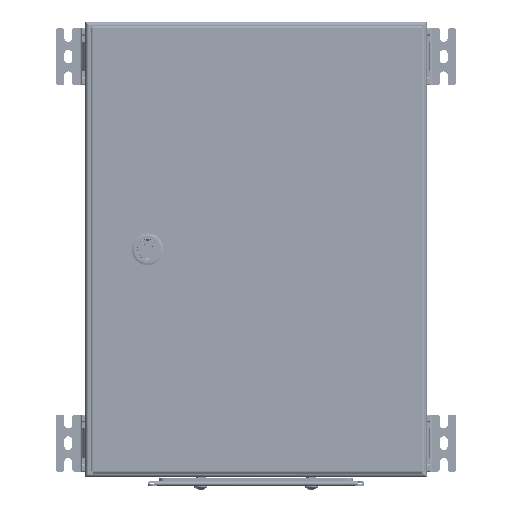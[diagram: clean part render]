
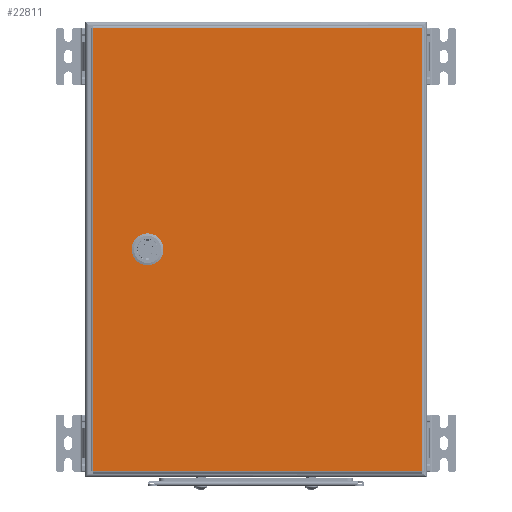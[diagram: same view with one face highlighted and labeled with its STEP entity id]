
A CAD part, top view. The second image highlights one B-rep face of the part: STEP entity #22811.
In plain terms, the highlighted planar face has unit normal (0, 0, 1).
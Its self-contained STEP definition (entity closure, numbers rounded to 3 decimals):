
#200 = LINE ( 'NONE', #22275, #52756 ) ;
#814 = VECTOR ( 'NONE', #64604, 1000. ) ;
#1296 = VECTOR ( 'NONE', #44742, 1000. ) ;
#2112 = CARTESIAN_POINT ( 'NONE',  ( -101.637, -10.25, 0. ) ) ;
#2156 = CARTESIAN_POINT ( 'NONE',  ( -107.25, 4.637, 0. ) ) ;
#2493 = AXIS2_PLACEMENT_3D ( 'NONE', #15260, #26143, #14887 ) ;
#3008 = AXIS2_PLACEMENT_3D ( 'NONE', #15483, #15109, #16194 ) ;
#3126 = VECTOR ( 'NONE', #21019, 1000. ) ;
#3521 = VERTEX_POINT ( 'NONE', #56474 ) ;
#5550 = CARTESIAN_POINT ( 'NONE',  ( -97., 0., 0. ) ) ;
#6773 = ORIENTED_EDGE ( 'NONE', *, *, #64038, .F. ) ;
#8445 = ORIENTED_EDGE ( 'NONE', *, *, #27515, .F. ) ;
#8483 = ORIENTED_EDGE ( 'NONE', *, *, #21345, .T. ) ;
#11550 = LINE ( 'NONE', #54972, #70516 ) ;
#11560 = VERTEX_POINT ( 'NONE', #50060 ) ;
#11881 = ORIENTED_EDGE ( 'NONE', *, *, #60079, .F. ) ;
#12154 = CARTESIAN_POINT ( 'NONE',  ( -92.363, 10.25, 0. ) ) ;
#13385 = EDGE_LOOP ( 'NONE', ( #16359, #50965, #63939, #42116 ) ) ;
#13671 = DIRECTION ( 'NONE',  ( 1., 0., 0. ) ) ;
#14887 = DIRECTION ( 'NONE',  ( 1., 0., 0. ) ) ;
#15008 = VERTEX_POINT ( 'NONE', #21576 ) ;
#15109 = DIRECTION ( 'NONE',  ( 0., 0., 1. ) ) ;
#15236 = VERTEX_POINT ( 'NONE', #46048 ) ;
#15260 = CARTESIAN_POINT ( 'NONE',  ( -97., 0., 0. ) ) ;
#15483 = CARTESIAN_POINT ( 'NONE',  ( -97., 0., 0. ) ) ;
#16194 = DIRECTION ( 'NONE',  ( 1., 0., 0. ) ) ;
#16260 = EDGE_CURVE ( 'NONE', #3521, #11560, #32217, .T. ) ;
#16359 = ORIENTED_EDGE ( 'NONE', *, *, #57146, .T. ) ;
#16879 = VERTEX_POINT ( 'NONE', #2156 ) ;
#17044 = CARTESIAN_POINT ( 'NONE',  ( 0., 0., 0. ) ) ;
#19592 = DIRECTION ( 'NONE',  ( 1., 0., 0. ) ) ;
#20930 = VECTOR ( 'NONE', #19592, 1000. ) ;
#21019 = DIRECTION ( 'NONE',  ( 0., -1., 0. ) ) ;
#21345 = EDGE_CURVE ( 'NONE', #28861, #16879, #200, .T. ) ;
#21436 = VECTOR ( 'NONE', #13671, 1000. ) ;
#21576 = CARTESIAN_POINT ( 'NONE',  ( -92.363, -10.25, 0. ) ) ;
#21740 = FACE_BOUND ( 'NONE', #61891, .T. ) ;
#22158 = VERTEX_POINT ( 'NONE', #57629 ) ;
#22275 = CARTESIAN_POINT ( 'NONE',  ( -107.25, 0., 0. ) ) ;
#22811 = ADVANCED_FACE ( 'NONE', ( #21740, #32958 ), #55000, .F. ) ;
#22894 = AXIS2_PLACEMENT_3D ( 'NONE', #17044, #55696, #39061 ) ;
#24841 = LINE ( 'NONE', #45792, #65916 ) ;
#26143 = DIRECTION ( 'NONE',  ( 0., 0., 1. ) ) ;
#27186 = DIRECTION ( 'NONE',  ( 0., 1., 0. ) ) ;
#27515 = EDGE_CURVE ( 'NONE', #40683, #46887, #50940, .T. ) ;
#28786 = DIRECTION ( 'NONE',  ( 0., 1., 0. ) ) ;
#28861 = VERTEX_POINT ( 'NONE', #35813 ) ;
#29829 = CARTESIAN_POINT ( 'NONE',  ( 144.6, 194.6, 0. ) ) ;
#30748 = VERTEX_POINT ( 'NONE', #29829 ) ;
#31541 = CARTESIAN_POINT ( 'NONE',  ( -145.093, -194.6, 0. ) ) ;
#31676 = DIRECTION ( 'NONE',  ( 0., 0., 1. ) ) ;
#32068 = VERTEX_POINT ( 'NONE', #45280 ) ;
#32217 = LINE ( 'NONE', #48828, #3126 ) ;
#32958 = FACE_OUTER_BOUND ( 'NONE', #13385, .T. ) ;
#35813 = CARTESIAN_POINT ( 'NONE',  ( -107.25, -4.637, 0. ) ) ;
#36706 = DIRECTION ( 'NONE',  ( 1., 0., 0. ) ) ;
#37167 = ORIENTED_EDGE ( 'NONE', *, *, #48575, .F. ) ;
#38789 = DIRECTION ( 'NONE',  ( 1., 0., 0. ) ) ;
#39061 = DIRECTION ( 'NONE',  ( -1., 0., 0. ) ) ;
#40683 = VERTEX_POINT ( 'NONE', #61724 ) ;
#41175 = ORIENTED_EDGE ( 'NONE', *, *, #63861, .T. ) ;
#41473 = EDGE_CURVE ( 'NONE', #61494, #15008, #58127, .T. ) ;
#42116 = ORIENTED_EDGE ( 'NONE', *, *, #16260, .T. ) ;
#44742 = DIRECTION ( 'NONE',  ( 0., 1., 0. ) ) ;
#45280 = CARTESIAN_POINT ( 'NONE',  ( -86.75, -4.637, 0. ) ) ;
#45792 = CARTESIAN_POINT ( 'NONE',  ( 145.093, 194.6, 0. ) ) ;
#46048 = CARTESIAN_POINT ( 'NONE',  ( 144.6, -194.6, 0. ) ) ;
#46079 = EDGE_CURVE ( 'NONE', #30748, #3521, #24841, .T. ) ;
#46887 = VERTEX_POINT ( 'NONE', #12154 ) ;
#47583 = AXIS2_PLACEMENT_3D ( 'NONE', #64111, #31676, #36706 ) ;
#47846 = EDGE_CURVE ( 'NONE', #15236, #30748, #60602, .T. ) ;
#48575 = EDGE_CURVE ( 'NONE', #22158, #16879, #48667, .T. ) ;
#48667 = CIRCLE ( 'NONE', #54438, 11.25 ) ;
#48828 = CARTESIAN_POINT ( 'NONE',  ( -144.6, 195.093, 0. ) ) ;
#49169 = CIRCLE ( 'NONE', #3008, 11.25 ) ;
#50060 = CARTESIAN_POINT ( 'NONE',  ( -144.6, -194.6, 0. ) ) ;
#50919 = ORIENTED_EDGE ( 'NONE', *, *, #41473, .F. ) ;
#50940 = CIRCLE ( 'NONE', #2493, 11.25 ) ;
#50965 = ORIENTED_EDGE ( 'NONE', *, *, #47846, .T. ) ;
#52163 = ORIENTED_EDGE ( 'NONE', *, *, #57310, .F. ) ;
#52388 = CARTESIAN_POINT ( 'NONE',  ( 0., 10.25, 0. ) ) ;
#52756 = VECTOR ( 'NONE', #28786, 1000. ) ;
#53445 = CARTESIAN_POINT ( 'NONE',  ( 0., -10.25, 0. ) ) ;
#54438 = AXIS2_PLACEMENT_3D ( 'NONE', #5550, #66223, #38789 ) ;
#54972 = CARTESIAN_POINT ( 'NONE',  ( -86.75, 0., 0. ) ) ;
#55000 = PLANE ( 'NONE',  #22894 ) ;
#55576 = CARTESIAN_POINT ( 'NONE',  ( 144.6, -195.093, 0. ) ) ;
#55696 = DIRECTION ( 'NONE',  ( 0., 0., -1. ) ) ;
#56474 = CARTESIAN_POINT ( 'NONE',  ( -144.6, 194.6, 0. ) ) ;
#57146 = EDGE_CURVE ( 'NONE', #11560, #15236, #57861, .T. ) ;
#57310 = EDGE_CURVE ( 'NONE', #32068, #40683, #11550, .T. ) ;
#57629 = CARTESIAN_POINT ( 'NONE',  ( -101.637, 10.25, 0. ) ) ;
#57861 = LINE ( 'NONE', #31541, #20930 ) ;
#58127 = LINE ( 'NONE', #53445, #814 ) ;
#60079 = EDGE_CURVE ( 'NONE', #15008, #32068, #62537, .T. ) ;
#60602 = LINE ( 'NONE', #55576, #1296 ) ;
#61374 = LINE ( 'NONE', #52388, #21436 ) ;
#61494 = VERTEX_POINT ( 'NONE', #2112 ) ;
#61724 = CARTESIAN_POINT ( 'NONE',  ( -86.75, 4.637, 0. ) ) ;
#61891 = EDGE_LOOP ( 'NONE', ( #8445, #52163, #11881, #50919, #6773, #8483, #37167, #41175 ) ) ;
#61976 = DIRECTION ( 'NONE',  ( -1., 0., 0. ) ) ;
#62537 = CIRCLE ( 'NONE', #47583, 11.25 ) ;
#63861 = EDGE_CURVE ( 'NONE', #22158, #46887, #61374, .T. ) ;
#63939 = ORIENTED_EDGE ( 'NONE', *, *, #46079, .T. ) ;
#64038 = EDGE_CURVE ( 'NONE', #28861, #61494, #49169, .T. ) ;
#64111 = CARTESIAN_POINT ( 'NONE',  ( -97., 0., 0. ) ) ;
#64604 = DIRECTION ( 'NONE',  ( 1., 0., 0. ) ) ;
#65916 = VECTOR ( 'NONE', #61976, 1000. ) ;
#66223 = DIRECTION ( 'NONE',  ( 0., 0., 1. ) ) ;
#70516 = VECTOR ( 'NONE', #27186, 1000. ) ;
